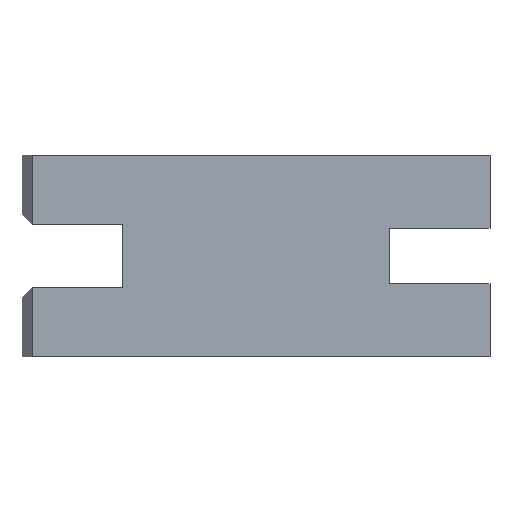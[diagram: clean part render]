
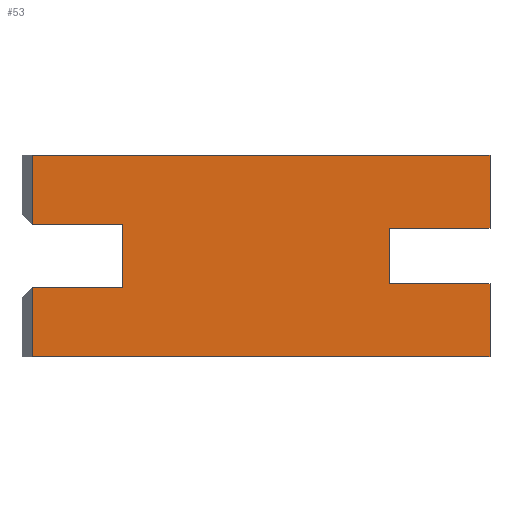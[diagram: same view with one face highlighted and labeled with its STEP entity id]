
A CAD part, top view. The second image highlights one B-rep face of the part: STEP entity #53.
In plain terms, the highlighted planar face has unit normal (0, 0, 1).
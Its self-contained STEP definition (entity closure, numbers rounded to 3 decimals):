
#53=ADVANCED_FACE('',(#115),#116,.T.);
#115=FACE_OUTER_BOUND('',#183,.T.);
#116=PLANE('',#184);
#183=EDGE_LOOP('',(#267,#268,#269,#270,#271,#272,#273,#274,#275,#276,#277,#278));
#184=AXIS2_PLACEMENT_3D('',#279,#280,#281);
#267=ORIENTED_EDGE('',*,*,#420,.T.);
#268=ORIENTED_EDGE('',*,*,#434,.T.);
#269=ORIENTED_EDGE('',*,*,#435,.T.);
#270=ORIENTED_EDGE('',*,*,#436,.T.);
#271=ORIENTED_EDGE('',*,*,#416,.T.);
#272=ORIENTED_EDGE('',*,*,#432,.T.);
#273=ORIENTED_EDGE('',*,*,#437,.T.);
#274=ORIENTED_EDGE('',*,*,#438,.T.);
#275=ORIENTED_EDGE('',*,*,#439,.T.);
#276=ORIENTED_EDGE('',*,*,#440,.T.);
#277=ORIENTED_EDGE('',*,*,#441,.T.);
#278=ORIENTED_EDGE('',*,*,#442,.T.);
#279=CARTESIAN_POINT('',(46.5,20.0,10.0));
#280=DIRECTION('',(0.0,0.0,1.0));
#281=DIRECTION('',(1.0,0.0,0.0));
#416=EDGE_CURVE('',#490,#488,#491,.T.);
#420=EDGE_CURVE('',#497,#494,#498,.T.);
#432=EDGE_CURVE('',#488,#515,#517,.T.);
#434=EDGE_CURVE('',#494,#519,#520,.T.);
#435=EDGE_CURVE('',#519,#521,#522,.T.);
#436=EDGE_CURVE('',#521,#490,#523,.T.);
#437=EDGE_CURVE('',#515,#524,#525,.T.);
#438=EDGE_CURVE('',#524,#526,#527,.T.);
#439=EDGE_CURVE('',#526,#528,#529,.T.);
#440=EDGE_CURVE('',#528,#530,#531,.T.);
#441=EDGE_CURVE('',#530,#532,#533,.T.);
#442=EDGE_CURVE('',#532,#497,#534,.T.);
#488=VERTEX_POINT('',#592);
#490=VERTEX_POINT('',#595);
#491=LINE('',#596,#597);
#494=VERTEX_POINT('',#601);
#497=VERTEX_POINT('',#605);
#498=LINE('',#606,#607);
#515=VERTEX_POINT('',#632);
#517=LINE('',#635,#636);
#519=VERTEX_POINT('',#638);
#520=LINE('',#639,#640);
#521=VERTEX_POINT('',#641);
#522=LINE('',#642,#643);
#523=LINE('',#644,#645);
#524=VERTEX_POINT('',#646);
#525=LINE('',#647,#648);
#526=VERTEX_POINT('',#649);
#527=LINE('',#650,#651);
#528=VERTEX_POINT('',#652);
#529=LINE('',#653,#654);
#530=VERTEX_POINT('',#655);
#531=LINE('',#656,#657);
#532=VERTEX_POINT('',#658);
#533=LINE('',#659,#660);
#534=LINE('',#661,#662);
#592=CARTESIAN_POINT('',(2.0,0.0,10.0));
#595=CARTESIAN_POINT('',(2.0,13.75,10.0));
#596=CARTESIAN_POINT('',(2.,20.0,10.0));
#597=VECTOR('',#742,1.0);
#601=CARTESIAN_POINT('',(2.0,26.25,10.0));
#605=CARTESIAN_POINT('',(2.0,40.0,10.0));
#606=CARTESIAN_POINT('',(2.,20.0,10.0));
#607=VECTOR('',#745,1.0);
#632=CARTESIAN_POINT('',(93.0,0.0,10.0));
#635=CARTESIAN_POINT('',(46.5,0.0,10.0));
#636=VECTOR('',#755,1.0);
#638=CARTESIAN_POINT('',(20.0,26.25,10.0));
#639=CARTESIAN_POINT('',(28.25,26.25,10.0));
#640=VECTOR('',#756,1.0);
#641=CARTESIAN_POINT('',(20.0,13.75,10.0));
#642=CARTESIAN_POINT('',(20.0,20.0,10.0));
#643=VECTOR('',#757,1.0);
#644=CARTESIAN_POINT('',(28.25,13.75,10.0));
#645=VECTOR('',#758,1.0);
#646=CARTESIAN_POINT('',(93.0,14.5,10.0));
#647=CARTESIAN_POINT('',(93.0,20.0,10.0));
#648=VECTOR('',#759,1.0);
#649=CARTESIAN_POINT('',(73.0,14.5,10.0));
#650=CARTESIAN_POINT('',(64.75,14.5,10.0));
#651=VECTOR('',#760,1.0);
#652=CARTESIAN_POINT('',(73.0,25.5,10.0));
#653=CARTESIAN_POINT('',(73.0,20.0,10.0));
#654=VECTOR('',#761,1.0);
#655=CARTESIAN_POINT('',(93.0,25.5,10.0));
#656=CARTESIAN_POINT('',(64.75,25.5,10.0));
#657=VECTOR('',#762,1.0);
#658=CARTESIAN_POINT('',(93.0,40.0,10.0));
#659=CARTESIAN_POINT('',(93.0,20.0,10.0));
#660=VECTOR('',#763,1.0);
#661=CARTESIAN_POINT('',(46.5,40.0,10.0));
#662=VECTOR('',#764,1.0);
#742=DIRECTION('',(0.0,-1.0,0.0));
#745=DIRECTION('',(0.0,-1.0,0.0));
#755=DIRECTION('',(1.0,0.0,0.0));
#756=DIRECTION('',(1.0,0.0,-0.0));
#757=DIRECTION('',(0.0,-1.0,0.0));
#758=DIRECTION('',(-1.0,0.0,0.0));
#759=DIRECTION('',(0.0,1.0,0.0));
#760=DIRECTION('',(-1.0,0.0,0.0));
#761=DIRECTION('',(0.0,1.0,0.0));
#762=DIRECTION('',(1.0,0.0,-0.0));
#763=DIRECTION('',(0.0,1.0,0.0));
#764=DIRECTION('',(-1.0,0.0,0.0));
